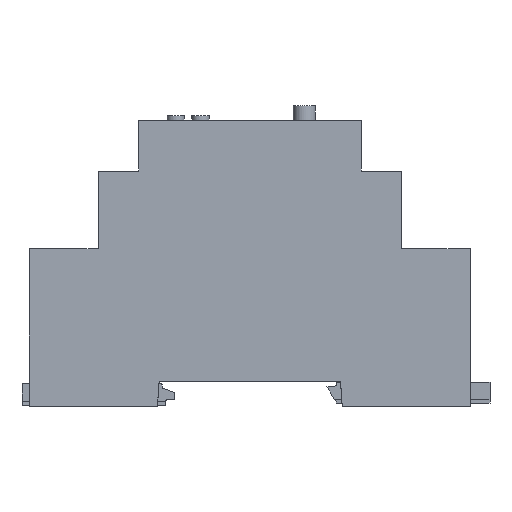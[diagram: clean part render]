
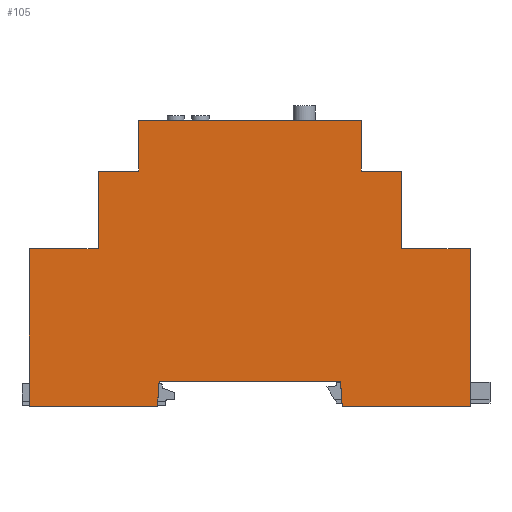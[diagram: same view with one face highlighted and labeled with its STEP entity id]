
A CAD part, left-side view. The second image highlights one B-rep face of the part: STEP entity #105.
In plain terms, the highlighted planar face has unit normal (-1, 0, 0).
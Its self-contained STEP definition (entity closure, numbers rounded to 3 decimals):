
#105=ADVANCED_FACE('',(#6657),#6659,.T.);
#6657=FACE_BOUND('',#6658,.T.);
#6658=EDGE_LOOP('',(#12755,#12756,#12757,#12758,#12759,#12760,#12761,#12762,#12763,
#12764,#12765,#12766,#12767,#12768,#12769,#12770));
#6659=PLANE('',#6660);
#6660=AXIS2_PLACEMENT_3D('',#6661,#6662,#6663);
#6661=CARTESIAN_POINT('',(-35.5,0.,0.));
#6662=DIRECTION('',(-1.,0.,0.));
#6663=DIRECTION('',(0.,0.,-1.));
#12755=ORIENTED_EDGE('',*,*,#17526,.T.);
#12756=ORIENTED_EDGE('',*,*,#17527,.T.);
#12757=ORIENTED_EDGE('',*,*,#17528,.T.);
#12758=ORIENTED_EDGE('',*,*,#17529,.T.);
#12759=ORIENTED_EDGE('',*,*,#17530,.T.);
#12760=ORIENTED_EDGE('',*,*,#17531,.T.);
#12761=ORIENTED_EDGE('',*,*,#17532,.T.);
#12762=ORIENTED_EDGE('',*,*,#17509,.T.);
#12763=ORIENTED_EDGE('',*,*,#17525,.T.);
#12764=ORIENTED_EDGE('',*,*,#17533,.T.);
#12765=ORIENTED_EDGE('',*,*,#17534,.T.);
#12766=ORIENTED_EDGE('',*,*,#17535,.T.);
#12767=ORIENTED_EDGE('',*,*,#17536,.T.);
#12768=ORIENTED_EDGE('',*,*,#17537,.T.);
#12769=ORIENTED_EDGE('',*,*,#17538,.T.);
#12770=ORIENTED_EDGE('',*,*,#17517,.T.);
#17509=EDGE_CURVE('',#20018,#20016,#20019,.T.);
#17517=EDGE_CURVE('',#20028,#20032,#20034,.T.);
#17525=EDGE_CURVE('',#20016,#20047,#20049,.T.);
#17526=EDGE_CURVE('',#20032,#20050,#20051,.T.);
#17527=EDGE_CURVE('',#20050,#20052,#20053,.T.);
#17528=EDGE_CURVE('',#20052,#20054,#20055,.T.);
#17529=EDGE_CURVE('',#20054,#20056,#20057,.T.);
#17530=EDGE_CURVE('',#20056,#20058,#20059,.T.);
#17531=EDGE_CURVE('',#20058,#20060,#20061,.T.);
#17532=EDGE_CURVE('',#20060,#20018,#20062,.T.);
#17533=EDGE_CURVE('',#20047,#20063,#20064,.T.);
#17534=EDGE_CURVE('',#20063,#20065,#20066,.T.);
#17535=EDGE_CURVE('',#20065,#20067,#20068,.T.);
#17536=EDGE_CURVE('',#20067,#20069,#20070,.T.);
#17537=EDGE_CURVE('',#20069,#20071,#20072,.T.);
#17538=EDGE_CURVE('',#20071,#20028,#20073,.T.);
#20016=VERTEX_POINT('',#23641);
#20018=VERTEX_POINT('',#23645);
#20019=LINE('',#23646,#23647);
#20028=VERTEX_POINT('',#23667);
#20032=VERTEX_POINT('',#23675);
#20034=LINE('',#23679,#23680);
#20047=VERTEX_POINT('',#23711);
#20049=LINE('',#23715,#23716);
#20050=VERTEX_POINT('',#23718);
#20051=LINE('',#23719,#23720);
#20052=VERTEX_POINT('',#23722);
#20053=LINE('',#23723,#23724);
#20054=VERTEX_POINT('',#23726);
#20055=LINE('',#23727,#23728);
#20056=VERTEX_POINT('',#23730);
#20057=LINE('',#23731,#23732);
#20058=VERTEX_POINT('',#23734);
#20059=LINE('',#23735,#23736);
#20060=VERTEX_POINT('',#23738);
#20061=LINE('',#23739,#23740);
#20062=LINE('',#23742,#23743);
#20063=VERTEX_POINT('',#23745);
#20064=LINE('',#23746,#23747);
#20065=VERTEX_POINT('',#23749);
#20066=LINE('',#23750,#23751);
#20067=VERTEX_POINT('',#23753);
#20068=LINE('',#23754,#23755);
#20069=VERTEX_POINT('',#23757);
#20070=LINE('',#23758,#23759);
#20071=VERTEX_POINT('',#23761);
#20072=LINE('',#23762,#23763);
#20073=LINE('',#23765,#23766);
#23641=CARTESIAN_POINT('',(-35.5,-30.7,26.878));
#23645=CARTESIAN_POINT('',(-35.5,-44.6,26.878));
#23646=CARTESIAN_POINT('',(-35.5,-44.6,26.878));
#23647=VECTOR('',#23648,1.);
#23648=DIRECTION('',(0.,1.,0.));
#23667=CARTESIAN_POINT('',(-35.5,30.7,26.878));
#23675=CARTESIAN_POINT('',(-35.5,44.6,26.878));
#23679=CARTESIAN_POINT('',(-35.5,30.7,26.878));
#23680=VECTOR('',#23681,1.);
#23681=DIRECTION('',(0.,1.,0.));
#23711=CARTESIAN_POINT('',(-35.5,-30.7,42.606));
#23715=CARTESIAN_POINT('',(-35.5,-30.7,26.878));
#23716=VECTOR('',#23717,1.);
#23717=DIRECTION('',(0.,0.,1.));
#23718=CARTESIAN_POINT('',(-35.5,44.6,-4.987));
#23719=CARTESIAN_POINT('',(-35.5,44.6,26.878));
#23720=VECTOR('',#23721,1.);
#23721=DIRECTION('',(0.,0.,-1.));
#23722=CARTESIAN_POINT('',(-35.5,18.7,-4.987));
#23723=CARTESIAN_POINT('',(-35.5,44.6,-4.987));
#23724=VECTOR('',#23725,1.);
#23725=DIRECTION('',(0.,-1.,0.));
#23726=CARTESIAN_POINT('',(-35.5,18.351,0.));
#23727=CARTESIAN_POINT('',(-35.5,18.7,-4.987));
#23728=VECTOR('',#23729,1.);
#23729=DIRECTION('',(0.,-0.07,0.998));
#23730=CARTESIAN_POINT('',(-35.5,-18.351,0.));
#23731=CARTESIAN_POINT('',(-35.5,18.351,0.));
#23732=VECTOR('',#23733,1.);
#23733=DIRECTION('',(0.,-1.,0.));
#23734=CARTESIAN_POINT('',(-35.5,-18.7,-4.987));
#23735=CARTESIAN_POINT('',(-35.5,-18.351,0.));
#23736=VECTOR('',#23737,1.);
#23737=DIRECTION('',(0.,-0.07,-0.998));
#23738=CARTESIAN_POINT('',(-35.5,-44.6,-4.987));
#23739=CARTESIAN_POINT('',(-35.5,-18.7,-4.987));
#23740=VECTOR('',#23741,1.);
#23741=DIRECTION('',(0.,-1.,0.));
#23742=CARTESIAN_POINT('',(-35.5,-44.6,-4.987));
#23743=VECTOR('',#23744,1.);
#23744=DIRECTION('',(0.,0.,1.));
#23745=CARTESIAN_POINT('',(-35.5,-22.5,42.606));
#23746=CARTESIAN_POINT('',(-35.5,-30.7,42.606));
#23747=VECTOR('',#23748,1.);
#23748=DIRECTION('',(0.,1.,0.));
#23749=CARTESIAN_POINT('',(-35.5,-22.5,52.804));
#23750=CARTESIAN_POINT('',(-35.5,-22.5,42.606));
#23751=VECTOR('',#23752,1.);
#23752=DIRECTION('',(0.,0.,1.));
#23753=CARTESIAN_POINT('',(-35.5,22.5,52.804));
#23754=CARTESIAN_POINT('',(-35.5,-22.5,52.804));
#23755=VECTOR('',#23756,1.);
#23756=DIRECTION('',(0.,1.,0.));
#23757=CARTESIAN_POINT('',(-35.5,22.5,42.606));
#23758=CARTESIAN_POINT('',(-35.5,22.5,52.804));
#23759=VECTOR('',#23760,1.);
#23760=DIRECTION('',(0.,0.,-1.));
#23761=CARTESIAN_POINT('',(-35.5,30.7,42.606));
#23762=CARTESIAN_POINT('',(-35.5,22.5,42.606));
#23763=VECTOR('',#23764,1.);
#23764=DIRECTION('',(0.,1.,0.));
#23765=CARTESIAN_POINT('',(-35.5,30.7,42.606));
#23766=VECTOR('',#23767,1.);
#23767=DIRECTION('',(0.,0.,-1.));
